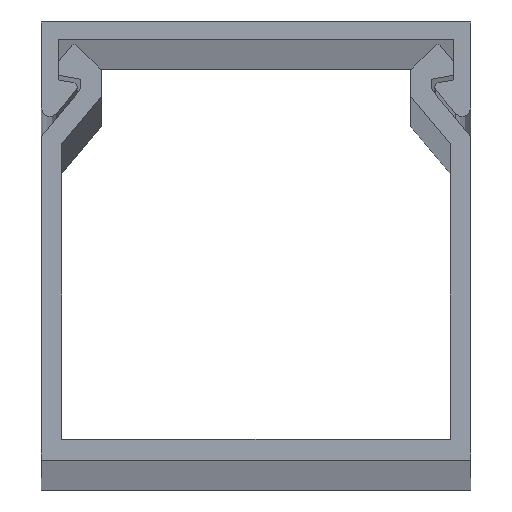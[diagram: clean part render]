
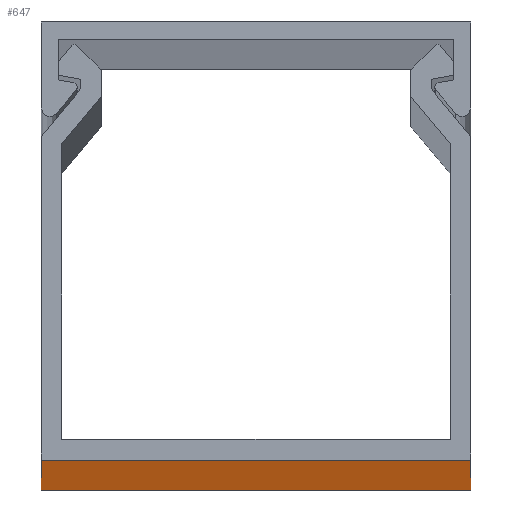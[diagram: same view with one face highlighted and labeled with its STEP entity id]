
A CAD part, top view. The second image highlights one B-rep face of the part: STEP entity #647.
In plain terms, the highlighted planar face has unit normal (0, -1, 0).
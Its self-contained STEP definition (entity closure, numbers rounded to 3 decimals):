
#12 = ORIENTED_EDGE ( 'NONE', *, *, #1043, .T. ) ;
#25 = ORIENTED_EDGE ( 'NONE', *, *, #1046, .F. ) ;
#128 = VECTOR ( 'NONE', #855, 1000. ) ;
#214 = CARTESIAN_POINT ( 'NONE',  ( 0., 0., 1000. ) ) ;
#252 = PLANE ( 'NONE',  #503 ) ;
#260 = DIRECTION ( 'NONE',  ( -1., 0., 0. ) ) ;
#307 = DIRECTION ( 'NONE',  ( 1., 0., 0. ) ) ;
#345 = CARTESIAN_POINT ( 'NONE',  ( -12.5, 0., 1000. ) ) ;
#361 = CARTESIAN_POINT ( 'NONE',  ( 12.5, 0., 1000. ) ) ;
#364 = CARTESIAN_POINT ( 'NONE',  ( 0., 0., 1000. ) ) ;
#418 = DIRECTION ( 'NONE',  ( 0., 1., 0. ) ) ;
#424 = LINE ( 'NONE', #697, #1266 ) ;
#479 = VERTEX_POINT ( 'NONE', #361 ) ;
#481 = VECTOR ( 'NONE', #307, 1000. ) ;
#503 = AXIS2_PLACEMENT_3D ( 'NONE', #364, #418, #260 ) ;
#538 = CARTESIAN_POINT ( 'NONE',  ( 12.5, 0., 0. ) ) ;
#618 = FACE_OUTER_BOUND ( 'NONE', #854, .T. ) ;
#634 = DIRECTION ( 'NONE',  ( 0., 0., -1. ) ) ;
#647 = ADVANCED_FACE ( 'NONE', ( #618 ), #252, .F. ) ;
#661 = DIRECTION ( 'NONE',  ( 1., 0., 0. ) ) ;
#697 = CARTESIAN_POINT ( 'NONE',  ( 0., 0., 0. ) ) ;
#703 = VECTOR ( 'NONE', #634, 1000. ) ;
#806 = ORIENTED_EDGE ( 'NONE', *, *, #1202, .F. ) ;
#850 = VERTEX_POINT ( 'NONE', #345 ) ;
#854 = EDGE_LOOP ( 'NONE', ( #12, #25, #806, #1062 ) ) ;
#855 = DIRECTION ( 'NONE',  ( 0., 0., -1. ) ) ;
#869 = CARTESIAN_POINT ( 'NONE',  ( -12.5, 0., 1000. ) ) ;
#875 = CARTESIAN_POINT ( 'NONE',  ( 12.5, 0., 1000. ) ) ;
#956 = EDGE_CURVE ( 'NONE', #850, #1149, #1051, .T. ) ;
#992 = CARTESIAN_POINT ( 'NONE',  ( -12.5, 0., 0. ) ) ;
#1043 = EDGE_CURVE ( 'NONE', #1149, #1164, #424, .T. ) ;
#1046 = EDGE_CURVE ( 'NONE', #479, #1164, #1297, .T. ) ;
#1051 = LINE ( 'NONE', #869, #128 ) ;
#1062 = ORIENTED_EDGE ( 'NONE', *, *, #956, .T. ) ;
#1149 = VERTEX_POINT ( 'NONE', #992 ) ;
#1164 = VERTEX_POINT ( 'NONE', #538 ) ;
#1202 = EDGE_CURVE ( 'NONE', #850, #479, #1345, .T. ) ;
#1266 = VECTOR ( 'NONE', #661, 1000. ) ;
#1297 = LINE ( 'NONE', #875, #703 ) ;
#1345 = LINE ( 'NONE', #214, #481 ) ;
